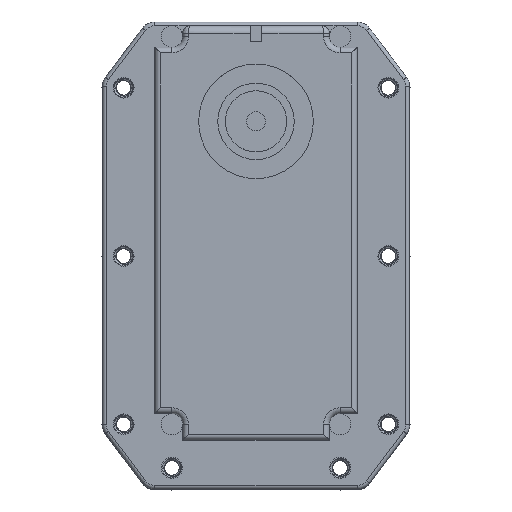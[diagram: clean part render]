
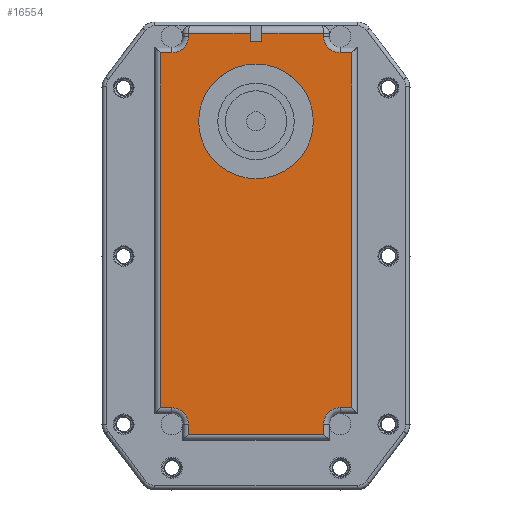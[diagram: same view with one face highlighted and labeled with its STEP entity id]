
A CAD part, top view. The second image highlights one B-rep face of the part: STEP entity #16554.
In plain terms, the highlighted planar face has unit normal (0, 0, 1).
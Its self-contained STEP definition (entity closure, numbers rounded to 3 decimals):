
#508=FACE_BOUND('',#2873,.T.);
#1022=PLANE('',#17852);
#1887=FACE_OUTER_BOUND('',#2872,.T.);
#2872=EDGE_LOOP('',(#14150,#14151,#14152,#14153,#14154,#14155,#14156,#14157,
#14158,#14159,#14160,#14161,#14162,#14163,#14164,#14165,#14166,#14167,#14168,
#14169));
#2873=EDGE_LOOP('',(#14170,#14171));
#4207=LINE('',#35453,#5807);
#4210=LINE('',#35459,#5810);
#4212=LINE('',#35465,#5812);
#4230=LINE('',#35502,#5830);
#4231=LINE('',#35504,#5831);
#4232=LINE('',#35508,#5832);
#4233=LINE('',#35510,#5833);
#4234=LINE('',#35512,#5834);
#4235=LINE('',#35516,#5835);
#4236=LINE('',#35518,#5836);
#4237=LINE('',#35520,#5837);
#4238=LINE('',#35524,#5838);
#4239=LINE('',#35526,#5839);
#4240=LINE('',#35528,#5840);
#4241=LINE('',#35532,#5841);
#4242=LINE('',#35533,#5842);
#5807=VECTOR('',#20908,1.);
#5810=VECTOR('',#20915,1.5);
#5812=VECTOR('',#20921,1.);
#5830=VECTOR('',#20961,8.1);
#5831=VECTOR('',#20962,0.4);
#5832=VECTOR('',#20965,1.501);
#5833=VECTOR('',#20966,46.401);
#5834=VECTOR('',#20967,1.501);
#5835=VECTOR('',#20970,1.35);
#5836=VECTOR('',#20971,17.7);
#5837=VECTOR('',#20972,1.35);
#5838=VECTOR('',#20975,1.501);
#5839=VECTOR('',#20976,46.401);
#5840=VECTOR('',#20977,1.501);
#5841=VECTOR('',#20980,0.4);
#5842=VECTOR('',#20981,8.1);
#6964=CIRCLE('',#17853,2.15);
#6965=CIRCLE('',#17854,2.15);
#6966=CIRCLE('',#17855,2.15);
#6967=CIRCLE('',#17856,2.15);
#6968=CIRCLE('',#17857,7.5);
#6969=CIRCLE('',#17858,7.5);
#8181=VERTEX_POINT('',#35451);
#8182=VERTEX_POINT('',#35452);
#8183=VERTEX_POINT('',#35457);
#8185=VERTEX_POINT('',#35463);
#8193=VERTEX_POINT('',#35501);
#8194=VERTEX_POINT('',#35503);
#8195=VERTEX_POINT('',#35505);
#8196=VERTEX_POINT('',#35507);
#8197=VERTEX_POINT('',#35509);
#8198=VERTEX_POINT('',#35511);
#8199=VERTEX_POINT('',#35513);
#8200=VERTEX_POINT('',#35515);
#8201=VERTEX_POINT('',#35517);
#8202=VERTEX_POINT('',#35519);
#8203=VERTEX_POINT('',#35521);
#8204=VERTEX_POINT('',#35523);
#8205=VERTEX_POINT('',#35525);
#8206=VERTEX_POINT('',#35527);
#8207=VERTEX_POINT('',#35529);
#8208=VERTEX_POINT('',#35531);
#8209=VERTEX_POINT('',#35534);
#8210=VERTEX_POINT('',#35535);
#10274=EDGE_CURVE('',#8181,#8182,#4207,.T.);
#10278=EDGE_CURVE('',#8183,#8181,#4210,.T.);
#10281=EDGE_CURVE('',#8185,#8183,#4212,.T.);
#10299=EDGE_CURVE('',#8185,#8193,#4230,.T.);
#10300=EDGE_CURVE('',#8193,#8194,#4231,.F.);
#10301=EDGE_CURVE('',#8194,#8195,#6964,.F.);
#10302=EDGE_CURVE('',#8195,#8196,#4232,.T.);
#10303=EDGE_CURVE('',#8196,#8197,#4233,.T.);
#10304=EDGE_CURVE('',#8197,#8198,#4234,.T.);
#10305=EDGE_CURVE('',#8198,#8199,#6965,.F.);
#10306=EDGE_CURVE('',#8199,#8200,#4235,.T.);
#10307=EDGE_CURVE('',#8200,#8201,#4236,.T.);
#10308=EDGE_CURVE('',#8201,#8202,#4237,.F.);
#10309=EDGE_CURVE('',#8202,#8203,#6966,.F.);
#10310=EDGE_CURVE('',#8203,#8204,#4238,.F.);
#10311=EDGE_CURVE('',#8204,#8205,#4239,.F.);
#10312=EDGE_CURVE('',#8205,#8206,#4240,.F.);
#10313=EDGE_CURVE('',#8206,#8207,#6967,.F.);
#10314=EDGE_CURVE('',#8207,#8208,#4241,.T.);
#10315=EDGE_CURVE('',#8208,#8182,#4242,.T.);
#10316=EDGE_CURVE('',#8209,#8210,#6968,.T.);
#10317=EDGE_CURVE('',#8210,#8209,#6969,.T.);
#14150=ORIENTED_EDGE('',*,*,#10281,.F.);
#14151=ORIENTED_EDGE('',*,*,#10299,.T.);
#14152=ORIENTED_EDGE('',*,*,#10300,.T.);
#14153=ORIENTED_EDGE('',*,*,#10301,.T.);
#14154=ORIENTED_EDGE('',*,*,#10302,.T.);
#14155=ORIENTED_EDGE('',*,*,#10303,.T.);
#14156=ORIENTED_EDGE('',*,*,#10304,.T.);
#14157=ORIENTED_EDGE('',*,*,#10305,.T.);
#14158=ORIENTED_EDGE('',*,*,#10306,.T.);
#14159=ORIENTED_EDGE('',*,*,#10307,.T.);
#14160=ORIENTED_EDGE('',*,*,#10308,.T.);
#14161=ORIENTED_EDGE('',*,*,#10309,.T.);
#14162=ORIENTED_EDGE('',*,*,#10310,.T.);
#14163=ORIENTED_EDGE('',*,*,#10311,.T.);
#14164=ORIENTED_EDGE('',*,*,#10312,.T.);
#14165=ORIENTED_EDGE('',*,*,#10313,.T.);
#14166=ORIENTED_EDGE('',*,*,#10314,.T.);
#14167=ORIENTED_EDGE('',*,*,#10315,.T.);
#14168=ORIENTED_EDGE('',*,*,#10274,.F.);
#14169=ORIENTED_EDGE('',*,*,#10278,.F.);
#14170=ORIENTED_EDGE('',*,*,#10316,.F.);
#14171=ORIENTED_EDGE('',*,*,#10317,.F.);
#16554=ADVANCED_FACE('',(#1887,#508),#1022,.T.);
#17852=AXIS2_PLACEMENT_3D('',#35500,#20959,#20960);
#17853=AXIS2_PLACEMENT_3D('',#35506,#20963,#20964);
#17854=AXIS2_PLACEMENT_3D('',#35514,#20968,#20969);
#17855=AXIS2_PLACEMENT_3D('',#35522,#20973,#20974);
#17856=AXIS2_PLACEMENT_3D('',#35530,#20978,#20979);
#17857=AXIS2_PLACEMENT_3D('',#35536,#20982,#20983);
#17858=AXIS2_PLACEMENT_3D('',#35537,#20984,#20985);
#20908=DIRECTION('',(0.,1.,0.));
#20915=DIRECTION('',(1.,0.,0.));
#20921=DIRECTION('',(0.,-1.,0.));
#20959=DIRECTION('center_axis',(0.,0.,1.));
#20960=DIRECTION('ref_axis',(1.,0.,0.));
#20961=DIRECTION('',(-1.,0.,0.));
#20962=DIRECTION('',(0.,1.,0.));
#20963=DIRECTION('center_axis',(0.,0.,1.));
#20964=DIRECTION('ref_axis',(1.,0.,0.));
#20965=DIRECTION('',(-1.,0.,0.));
#20966=DIRECTION('',(0.,-1.,0.));
#20967=DIRECTION('',(1.,0.,0.));
#20968=DIRECTION('center_axis',(0.,0.,1.));
#20969=DIRECTION('ref_axis',(1.,0.,0.));
#20970=DIRECTION('',(0.,-1.,0.));
#20971=DIRECTION('',(1.,0.,0.));
#20972=DIRECTION('',(0.,-1.,0.));
#20973=DIRECTION('center_axis',(0.,0.,1.));
#20974=DIRECTION('ref_axis',(1.,0.,0.));
#20975=DIRECTION('',(-1.,0.,0.));
#20976=DIRECTION('',(0.,-1.,0.));
#20977=DIRECTION('',(1.,0.,0.));
#20978=DIRECTION('center_axis',(0.,0.,1.));
#20979=DIRECTION('ref_axis',(1.,0.,0.));
#20980=DIRECTION('',(0.,1.,0.));
#20981=DIRECTION('',(-1.,0.,0.));
#20982=DIRECTION('center_axis',(0.,0.,1.));
#20983=DIRECTION('ref_axis',(1.,0.,0.));
#20984=DIRECTION('center_axis',(0.,0.,1.));
#20985=DIRECTION('ref_axis',(1.,0.,0.));
#35451=CARTESIAN_POINT('',(0.75,28.05,5.5));
#35452=CARTESIAN_POINT('',(0.75,29.05,5.5));
#35453=CARTESIAN_POINT('',(0.75,28.05,5.5));
#35457=CARTESIAN_POINT('',(-0.75,28.05,5.5));
#35459=CARTESIAN_POINT('',(-0.75,28.05,5.5));
#35463=CARTESIAN_POINT('',(-0.75,29.05,5.5));
#35465=CARTESIAN_POINT('',(-0.75,29.05,5.5));
#35500=CARTESIAN_POINT('Origin',(0.,0.,5.5));
#35501=CARTESIAN_POINT('',(-8.85,29.05,5.5));
#35502=CARTESIAN_POINT('',(-0.75,29.05,5.5));
#35503=CARTESIAN_POINT('',(-8.85,28.65,5.5));
#35504=CARTESIAN_POINT('',(-8.85,28.65,5.5));
#35505=CARTESIAN_POINT('',(-11.,26.5,5.5));
#35506=CARTESIAN_POINT('Origin',(-11.,28.65,5.5));
#35507=CARTESIAN_POINT('',(-12.501,26.5,5.5));
#35508=CARTESIAN_POINT('',(-11.,26.5,5.5));
#35509=CARTESIAN_POINT('',(-12.501,-19.901,5.5));
#35510=CARTESIAN_POINT('',(-12.501,26.5,5.5));
#35511=CARTESIAN_POINT('',(-11.,-19.901,5.5));
#35512=CARTESIAN_POINT('',(-12.501,-19.901,5.5));
#35513=CARTESIAN_POINT('',(-8.85,-22.051,5.5));
#35514=CARTESIAN_POINT('Origin',(-11.,-22.051,5.5));
#35515=CARTESIAN_POINT('',(-8.85,-23.401,5.5));
#35516=CARTESIAN_POINT('',(-8.85,-22.051,5.5));
#35517=CARTESIAN_POINT('',(8.85,-23.401,5.5));
#35518=CARTESIAN_POINT('',(-8.85,-23.401,5.5));
#35519=CARTESIAN_POINT('',(8.85,-22.051,5.5));
#35520=CARTESIAN_POINT('',(8.85,-22.051,5.5));
#35521=CARTESIAN_POINT('',(11.,-19.901,5.5));
#35522=CARTESIAN_POINT('Origin',(11.,-22.051,5.5));
#35523=CARTESIAN_POINT('',(12.501,-19.901,5.5));
#35524=CARTESIAN_POINT('',(12.501,-19.901,5.5));
#35525=CARTESIAN_POINT('',(12.501,26.5,5.5));
#35526=CARTESIAN_POINT('',(12.501,26.5,5.5));
#35527=CARTESIAN_POINT('',(11.,26.5,5.5));
#35528=CARTESIAN_POINT('',(11.,26.5,5.5));
#35529=CARTESIAN_POINT('',(8.85,28.65,5.5));
#35530=CARTESIAN_POINT('Origin',(11.,28.65,5.5));
#35531=CARTESIAN_POINT('',(8.85,29.05,5.5));
#35532=CARTESIAN_POINT('',(8.85,28.65,5.5));
#35533=CARTESIAN_POINT('',(8.85,29.05,5.5));
#35534=CARTESIAN_POINT('',(7.5,17.55,5.5));
#35535=CARTESIAN_POINT('',(-7.5,17.55,5.5));
#35536=CARTESIAN_POINT('Origin',(0.,17.55,5.5));
#35537=CARTESIAN_POINT('Origin',(0.,17.55,5.5));
